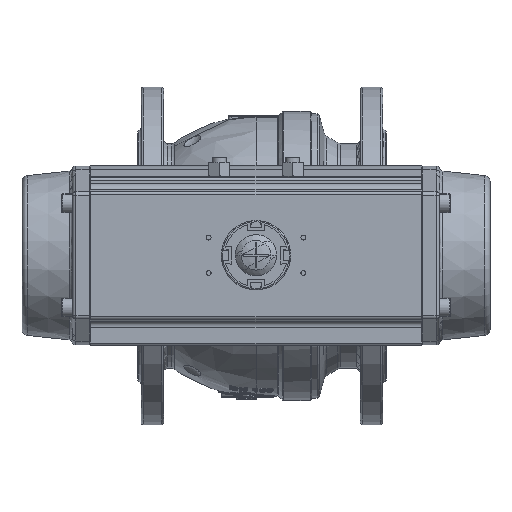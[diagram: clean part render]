
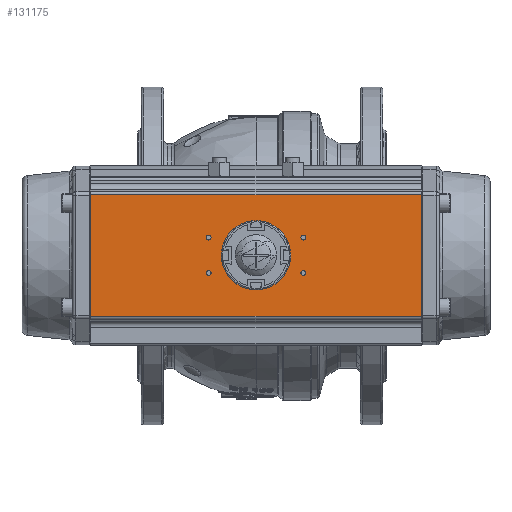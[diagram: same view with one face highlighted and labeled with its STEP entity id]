
A CAD part, top view. The second image highlights one B-rep face of the part: STEP entity #131175.
In plain terms, the highlighted planar face has unit normal (0, 0, 1).
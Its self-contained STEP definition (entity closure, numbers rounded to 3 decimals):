
#126541=CARTESIAN_POINT('',(42.075,15.,330.));
#126542=VERTEX_POINT('',#126541);
#126558=CARTESIAN_POINT('',(37.875,15.,330.));
#126559=VERTEX_POINT('',#126558);
#126566=CARTESIAN_POINT('',(39.975,15.,330.));
#126567=DIRECTION('',(-0.,0.,1.));
#126568=DIRECTION('',(-1.,0.,-0.));
#126569=AXIS2_PLACEMENT_3D('',#126566,#126567,#126568);
#126570=CIRCLE('',#126569,2.1);
#126571=EDGE_CURVE('NONE',#126559,#126542,#126570,.T.);
#126583=CARTESIAN_POINT('',(42.075,-15.,330.));
#126584=VERTEX_POINT('',#126583);
#126600=CARTESIAN_POINT('',(37.875,-15.,330.));
#126601=VERTEX_POINT('',#126600);
#126608=CARTESIAN_POINT('',(39.975,-15.,330.));
#126609=DIRECTION('',(-0.,0.,1.));
#126610=DIRECTION('',(-1.,0.,-0.));
#126611=AXIS2_PLACEMENT_3D('',#126608,#126609,#126610);
#126612=CIRCLE('',#126611,2.1);
#126613=EDGE_CURVE('NONE',#126601,#126584,#126612,.T.);
#126625=CARTESIAN_POINT('',(-37.925,-15.,330.));
#126626=VERTEX_POINT('',#126625);
#126642=CARTESIAN_POINT('',(-42.125,-15.,330.));
#126643=VERTEX_POINT('',#126642);
#126650=CARTESIAN_POINT('',(-40.025,-15.,330.));
#126651=DIRECTION('',(-0.,0.,1.));
#126652=DIRECTION('',(-1.,0.,-0.));
#126653=AXIS2_PLACEMENT_3D('',#126650,#126651,#126652);
#126654=CIRCLE('',#126653,2.1);
#126655=EDGE_CURVE('NONE',#126643,#126626,#126654,.T.);
#126667=CARTESIAN_POINT('',(-37.925,15.,330.));
#126668=VERTEX_POINT('',#126667);
#126684=CARTESIAN_POINT('',(-42.125,15.,330.));
#126685=VERTEX_POINT('',#126684);
#126692=CARTESIAN_POINT('',(-40.025,15.,330.));
#126693=DIRECTION('',(-0.,0.,1.));
#126694=DIRECTION('',(-1.,0.,-0.));
#126695=AXIS2_PLACEMENT_3D('',#126692,#126693,#126694);
#126696=CIRCLE('',#126695,2.1);
#126697=EDGE_CURVE('NONE',#126685,#126668,#126696,.T.);
#126977=CARTESIAN_POINT('',(-20.025,0.,330.));
#126978=VERTEX_POINT('',#126977);
#126985=CARTESIAN_POINT('',(19.975,0.,330.));
#126986=VERTEX_POINT('',#126985);
#126987=CARTESIAN_POINT('',(-0.025,0.,330.));
#126988=DIRECTION('',(0.,-0.,-1.));
#126989=DIRECTION('',(1.,-0.,0.));
#126990=AXIS2_PLACEMENT_3D('',#126987,#126988,#126989);
#126991=CIRCLE('',#126990,20.);
#126992=EDGE_CURVE('',#126986,#126978,#126991,.T.);
#127397=CARTESIAN_POINT('',(-139.682,51.269,330.));
#127398=VERTEX_POINT('',#127397);
#127399=CARTESIAN_POINT('',(139.631,51.269,330.));
#127400=VERTEX_POINT('',#127399);
#127401=CARTESIAN_POINT('',(-139.682,51.269,330.));
#127402=DIRECTION('',(1.,-0.,0.));
#127403=VECTOR('',#127402,279.313);
#127404=LINE('',#127401,#127403);
#127405=EDGE_CURVE('',#127398,#127400,#127404,.T.);
#127440=CARTESIAN_POINT('',(139.631,-51.269,330.));
#127441=VERTEX_POINT('',#127440);
#127449=CARTESIAN_POINT('',(-139.682,-51.269,330.));
#127450=VERTEX_POINT('',#127449);
#127451=CARTESIAN_POINT('',(-139.682,-51.269,330.));
#127452=DIRECTION('',(1.,-0.,0.));
#127453=VECTOR('',#127452,279.313);
#127454=LINE('',#127451,#127453);
#127455=EDGE_CURVE('',#127450,#127441,#127454,.T.);
#130332=CARTESIAN_POINT('',(-0.025,0.,330.));
#130333=DIRECTION('',(0.,-0.,-1.));
#130334=DIRECTION('',(1.,-0.,0.));
#130335=AXIS2_PLACEMENT_3D('',#130332,#130333,#130334);
#130336=CIRCLE('',#130335,20.);
#130337=EDGE_CURVE('',#126978,#126986,#130336,.T.);
#130369=CARTESIAN_POINT('',(-40.025,15.,330.));
#130370=DIRECTION('',(-0.,0.,1.));
#130371=DIRECTION('',(-1.,0.,-0.));
#130372=AXIS2_PLACEMENT_3D('',#130369,#130370,#130371);
#130373=CIRCLE('',#130372,2.1);
#130374=EDGE_CURVE('NONE',#126668,#126685,#130373,.T.);
#130393=CARTESIAN_POINT('',(-40.025,-15.,330.));
#130394=DIRECTION('',(-0.,0.,1.));
#130395=DIRECTION('',(-1.,0.,-0.));
#130396=AXIS2_PLACEMENT_3D('',#130393,#130394,#130395);
#130397=CIRCLE('',#130396,2.1);
#130398=EDGE_CURVE('NONE',#126626,#126643,#130397,.T.);
#130417=CARTESIAN_POINT('',(39.975,-15.,330.));
#130418=DIRECTION('',(-0.,0.,1.));
#130419=DIRECTION('',(-1.,0.,-0.));
#130420=AXIS2_PLACEMENT_3D('',#130417,#130418,#130419);
#130421=CIRCLE('',#130420,2.1);
#130422=EDGE_CURVE('NONE',#126584,#126601,#130421,.T.);
#130441=CARTESIAN_POINT('',(39.975,15.,330.));
#130442=DIRECTION('',(-0.,0.,1.));
#130443=DIRECTION('',(-1.,0.,-0.));
#130444=AXIS2_PLACEMENT_3D('',#130441,#130442,#130443);
#130445=CIRCLE('',#130444,2.1);
#130446=EDGE_CURVE('NONE',#126542,#126559,#130445,.T.);
#131134=CARTESIAN_POINT('',(-140.025,51.269,330.));
#131135=DIRECTION('',(0.,-0.,-1.));
#131136=DIRECTION('',(1.,-0.,0.));
#131137=AXIS2_PLACEMENT_3D('',#131134,#131135,#131136);
#131138=PLANE('',#131137);
#131139=ORIENTED_EDGE('',*,*,#126571,.F.);
#131140=ORIENTED_EDGE('',*,*,#130446,.F.);
#131141=EDGE_LOOP('',(#131139,#131140));
#131142=FACE_BOUND('',#131141,.T.);
#131143=ORIENTED_EDGE('',*,*,#126613,.F.);
#131144=ORIENTED_EDGE('',*,*,#130422,.F.);
#131145=EDGE_LOOP('',(#131143,#131144));
#131146=FACE_BOUND('',#131145,.T.);
#131147=ORIENTED_EDGE('',*,*,#126655,.F.);
#131148=ORIENTED_EDGE('',*,*,#130398,.F.);
#131149=EDGE_LOOP('',(#131147,#131148));
#131150=FACE_BOUND('',#131149,.T.);
#131151=ORIENTED_EDGE('',*,*,#126697,.F.);
#131152=ORIENTED_EDGE('',*,*,#130374,.F.);
#131153=EDGE_LOOP('',(#131151,#131152));
#131154=FACE_BOUND('',#131153,.T.);
#131155=ORIENTED_EDGE('',*,*,#127455,.T.);
#131156=CARTESIAN_POINT('',(139.631,-51.269,330.));
#131157=DIRECTION('',(0.,1.,0.));
#131158=VECTOR('',#131157,102.539);
#131159=LINE('',#131156,#131158);
#131160=EDGE_CURVE('',#127441,#127400,#131159,.T.);
#131161=ORIENTED_EDGE('',*,*,#131160,.T.);
#131162=ORIENTED_EDGE('',*,*,#127405,.F.);
#131163=CARTESIAN_POINT('',(-139.682,51.269,330.));
#131164=DIRECTION('',(-0.,-1.,-0.));
#131165=VECTOR('',#131164,102.539);
#131166=LINE('',#131163,#131165);
#131167=EDGE_CURVE('',#127398,#127450,#131166,.T.);
#131168=ORIENTED_EDGE('',*,*,#131167,.T.);
#131169=EDGE_LOOP('',(#131155,#131161,#131162,#131168));
#131170=FACE_BOUND('',#131169,.T.);
#131171=ORIENTED_EDGE('',*,*,#126992,.T.);
#131172=ORIENTED_EDGE('',*,*,#130337,.T.);
#131173=EDGE_LOOP('',(#131171,#131172));
#131174=FACE_BOUND('',#131173,.T.);
#131175=ADVANCED_FACE('',(#131142,#131146,#131150,#131154,#131170,#131174),#131138,.F.);
